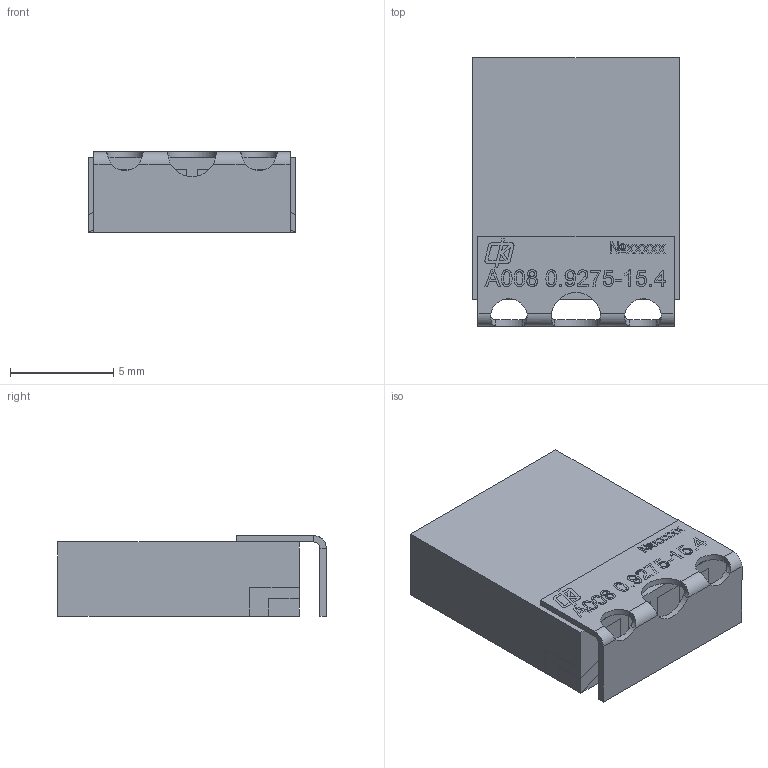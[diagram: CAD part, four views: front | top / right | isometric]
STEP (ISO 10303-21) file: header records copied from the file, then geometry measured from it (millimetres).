
FILE_DESCRIPTION(('STEP AP203'), '1');
FILE_NAME('ÍØÁÀ.434834.010-03.01_Ôèëüòð ÔÊÏ1-210-03-0.9275-15.4_1', '', ('UNSPECIFIED'), ('UNSPECIFIED'), 'ASCON STEP Converter 1.6', 'ASCON Math Kernel', '');
FILE_SCHEMA(('CONFIG_CONTROL_DESIGN'));
Length unit declared in the file: millimetre
Products named in the file (1): НШБА.434834.010-03.01_Фильтр ФКП1-210-03-0.9275-15.4
Bounding box: 10 x 13 x 3.9 mm (x, y, z)
Volume: 440.5 mm3; surface area: 478.1 mm2
Topology: 1 solids, 1 shells, 414 faces, 1093 edges, 714 vertices
Faces by surface type: plane 276, bspline 117, cylinder 21
Entity records: 26995 total; most frequent: CARTESIAN_POINT 14376, ORIENTED_EDGE 2186, DIRECTION 1391, EDGE_CURVE 1093, LINE 723, VECTOR 723, VERTEX_POINT 714, FACE_BOUND 453
